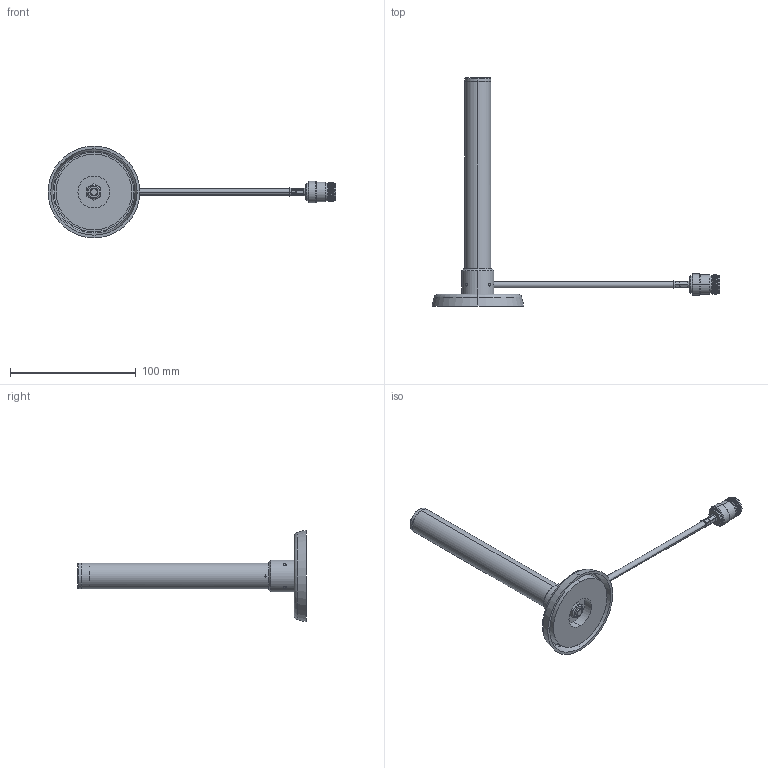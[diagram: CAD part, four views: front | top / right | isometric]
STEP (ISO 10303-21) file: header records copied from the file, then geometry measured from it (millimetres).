
FILE_DESCRIPTION (( 'STEP AP214' ), '1' );
FILE_NAME ('FMANOM1179_3D.step', '2025-02-13T21:55:03', ( '' ), ( '' ), 'SwSTEP 2.0', 'SolidWorks 2022', '' );
FILE_SCHEMA (( 'AUTOMOTIVE_DESIGN' ));
Length unit declared in the file: inch
Products named in the file (1): FMANOM1179_3D
Bounding box: 228.98 x 181.61 x 73.03 mm (x, y, z)
Volume: 52680.8 mm3; surface area: 45567.9 mm2
Topology: 12 solids, 12 shells, 301 faces, 717 edges, 457 vertices
Faces by surface type: cylinder 96, plane 92, cone 71, bspline 26, torus 16
Entity records: 15984 total; most frequent: CARTESIAN_POINT 9057, ORIENTED_EDGE 1430, DIRECTION 1313, EDGE_CURVE 715, AXIS2_PLACEMENT_3D 519, VERTEX_POINT 457, EDGE_LOOP 346, FACE_OUTER_BOUND 301
